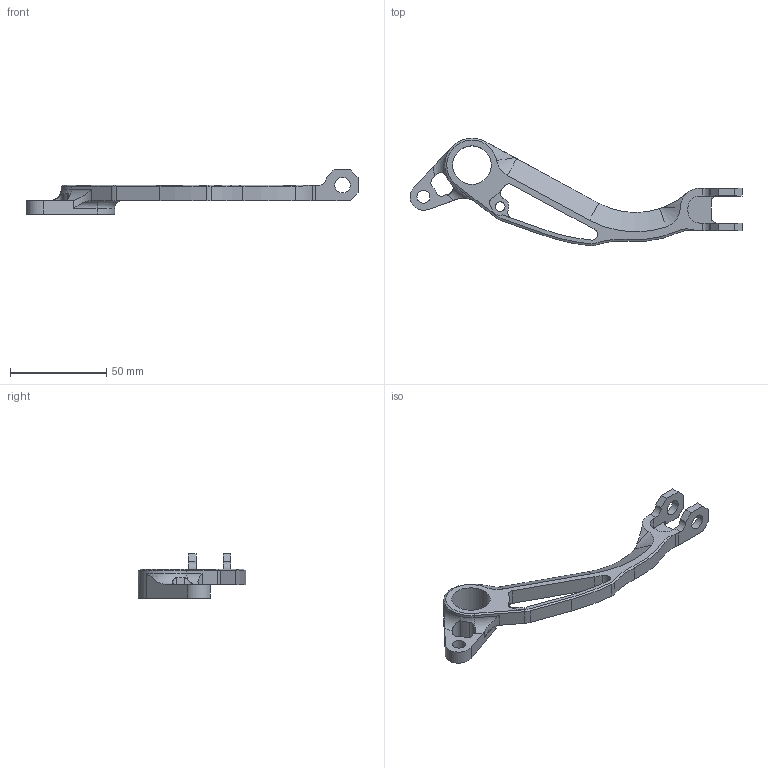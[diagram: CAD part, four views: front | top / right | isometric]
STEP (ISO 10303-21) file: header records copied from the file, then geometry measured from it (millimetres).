
FILE_DESCRIPTION(('STEP AP214'),'1');
FILE_NAME('leva freno RACE piegata.stp','2021-10-05T07:32:19',(' '),(' '),'Spatial InterOp 3D',' ',' ');
FILE_SCHEMA(('AUTOMOTIVE_DESIGN { 1 0 10303 214 1 1 1 1 }'));
Length unit declared in the file: millimetre
Products named in the file (1): leva freno RACE piegata
Bounding box: 172.11 x 55.82 x 23 mm (x, y, z)
Volume: 21751.7 mm3; surface area: 12356.8 mm2
Topology: 1 solids, 1 shells, 89 faces, 255 edges, 167 vertices
Faces by surface type: cylinder 41, plane 34, cone 11, torus 3
Full cylindrical faces by diameter (mm): 5 x1, 6.75 x1, 8 x2, 20 x1
Entity records: 3792 total; most frequent: CARTESIAN_POINT 660, DIRECTION 508, ORIENTED_EDGE 494, EDGE_CURVE 247, AXIS2_PLACEMENT_3D 186, VERTEX_POINT 164, LINE 136, VECTOR 136
